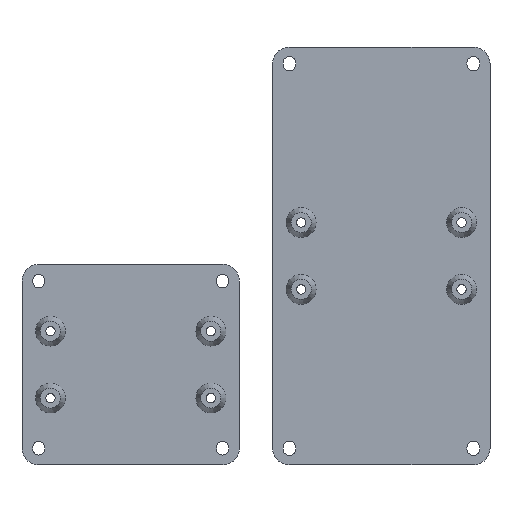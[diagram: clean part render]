
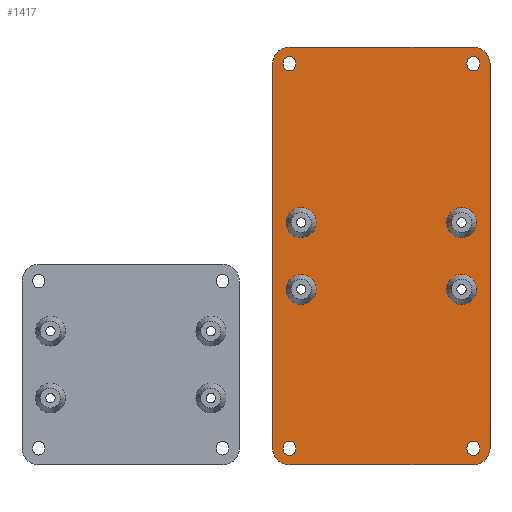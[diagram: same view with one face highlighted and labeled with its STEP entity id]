
A CAD part, top view. The second image highlights one B-rep face of the part: STEP entity #1417.
In plain terms, the highlighted planar face has unit normal (0, 0, 1).
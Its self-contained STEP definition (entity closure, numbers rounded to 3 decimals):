
#83=FACE_BOUND('',#310,.T.);
#84=FACE_BOUND('',#311,.T.);
#85=FACE_BOUND('',#312,.T.);
#86=FACE_BOUND('',#313,.T.);
#87=FACE_BOUND('',#314,.T.);
#88=FACE_BOUND('',#315,.T.);
#89=FACE_BOUND('',#316,.T.);
#90=FACE_BOUND('',#317,.T.);
#133=PLANE('',#1601);
#209=FACE_OUTER_BOUND('',#309,.T.);
#309=EDGE_LOOP('',(#1279,#1280,#1281,#1282,#1283,#1284,#1285,#1286));
#310=EDGE_LOOP('',(#1287));
#311=EDGE_LOOP('',(#1288));
#312=EDGE_LOOP('',(#1289));
#313=EDGE_LOOP('',(#1290));
#314=EDGE_LOOP('',(#1291,#1292,#1293,#1294));
#315=EDGE_LOOP('',(#1295,#1296,#1297,#1298));
#316=EDGE_LOOP('',(#1299,#1300,#1301,#1302));
#317=EDGE_LOOP('',(#1303,#1304,#1305,#1306));
#393=LINE('',#2299,#505);
#397=LINE('',#2311,#509);
#401=LINE('',#2323,#513);
#405=LINE('',#2335,#517);
#409=LINE('',#2347,#521);
#413=LINE('',#2359,#525);
#417=LINE('',#2371,#529);
#421=LINE('',#2383,#533);
#425=LINE('',#2395,#537);
#429=LINE('',#2407,#541);
#433=LINE('',#2419,#545);
#437=LINE('',#2431,#549);
#505=VECTOR('',#1891,10.);
#509=VECTOR('',#1903,10.);
#513=VECTOR('',#1915,10.);
#517=VECTOR('',#1927,10.);
#521=VECTOR('',#1939,10.);
#525=VECTOR('',#1951,10.);
#529=VECTOR('',#1963,10.);
#533=VECTOR('',#1975,10.);
#537=VECTOR('',#1987,10.);
#541=VECTOR('',#1999,10.);
#545=VECTOR('',#2011,10.);
#549=VECTOR('',#2023,10.);
#592=CIRCLE('',#1527,4.456);
#595=CIRCLE('',#1532,4.456);
#598=CIRCLE('',#1537,4.456);
#601=CIRCLE('',#1542,4.456);
#608=CIRCLE('',#1556,1.9);
#610=CIRCLE('',#1560,1.9);
#612=CIRCLE('',#1564,1.9);
#614=CIRCLE('',#1568,1.9);
#616=CIRCLE('',#1572,1.9);
#618=CIRCLE('',#1576,1.9);
#620=CIRCLE('',#1580,1.9);
#622=CIRCLE('',#1584,1.9);
#624=CIRCLE('',#1588,5.);
#626=CIRCLE('',#1592,5.);
#628=CIRCLE('',#1596,5.);
#630=CIRCLE('',#1600,5.);
#696=VERTEX_POINT('',#2243);
#699=VERTEX_POINT('',#2252);
#702=VERTEX_POINT('',#2261);
#705=VERTEX_POINT('',#2270);
#713=VERTEX_POINT('',#2296);
#714=VERTEX_POINT('',#2298);
#716=VERTEX_POINT('',#2304);
#718=VERTEX_POINT('',#2310);
#721=VERTEX_POINT('',#2320);
#722=VERTEX_POINT('',#2322);
#724=VERTEX_POINT('',#2328);
#726=VERTEX_POINT('',#2334);
#729=VERTEX_POINT('',#2344);
#730=VERTEX_POINT('',#2346);
#732=VERTEX_POINT('',#2352);
#734=VERTEX_POINT('',#2358);
#737=VERTEX_POINT('',#2368);
#738=VERTEX_POINT('',#2370);
#740=VERTEX_POINT('',#2376);
#742=VERTEX_POINT('',#2382);
#745=VERTEX_POINT('',#2392);
#746=VERTEX_POINT('',#2394);
#748=VERTEX_POINT('',#2400);
#750=VERTEX_POINT('',#2406);
#752=VERTEX_POINT('',#2412);
#754=VERTEX_POINT('',#2418);
#756=VERTEX_POINT('',#2424);
#758=VERTEX_POINT('',#2430);
#857=EDGE_CURVE('',#696,#696,#592,.T.);
#861=EDGE_CURVE('',#699,#699,#595,.T.);
#865=EDGE_CURVE('',#702,#702,#598,.T.);
#869=EDGE_CURVE('',#705,#705,#601,.T.);
#881=EDGE_CURVE('',#714,#713,#393,.T.);
#884=EDGE_CURVE('',#716,#714,#608,.T.);
#887=EDGE_CURVE('',#718,#716,#397,.T.);
#890=EDGE_CURVE('',#713,#718,#610,.T.);
#893=EDGE_CURVE('',#722,#721,#401,.T.);
#896=EDGE_CURVE('',#724,#722,#612,.T.);
#899=EDGE_CURVE('',#726,#724,#405,.T.);
#902=EDGE_CURVE('',#721,#726,#614,.T.);
#905=EDGE_CURVE('',#730,#729,#409,.T.);
#908=EDGE_CURVE('',#732,#730,#616,.T.);
#911=EDGE_CURVE('',#734,#732,#413,.T.);
#914=EDGE_CURVE('',#729,#734,#618,.T.);
#917=EDGE_CURVE('',#738,#737,#417,.T.);
#920=EDGE_CURVE('',#740,#738,#620,.T.);
#923=EDGE_CURVE('',#742,#740,#421,.T.);
#926=EDGE_CURVE('',#737,#742,#622,.T.);
#929=EDGE_CURVE('',#746,#745,#425,.T.);
#932=EDGE_CURVE('',#748,#746,#624,.T.);
#935=EDGE_CURVE('',#750,#748,#429,.T.);
#938=EDGE_CURVE('',#752,#750,#626,.T.);
#941=EDGE_CURVE('',#754,#752,#433,.T.);
#944=EDGE_CURVE('',#756,#754,#628,.T.);
#947=EDGE_CURVE('',#758,#756,#437,.T.);
#950=EDGE_CURVE('',#745,#758,#630,.T.);
#1279=ORIENTED_EDGE('',*,*,#950,.T.);
#1280=ORIENTED_EDGE('',*,*,#947,.T.);
#1281=ORIENTED_EDGE('',*,*,#944,.T.);
#1282=ORIENTED_EDGE('',*,*,#941,.T.);
#1283=ORIENTED_EDGE('',*,*,#938,.T.);
#1284=ORIENTED_EDGE('',*,*,#935,.T.);
#1285=ORIENTED_EDGE('',*,*,#932,.T.);
#1286=ORIENTED_EDGE('',*,*,#929,.T.);
#1287=ORIENTED_EDGE('',*,*,#857,.T.);
#1288=ORIENTED_EDGE('',*,*,#861,.T.);
#1289=ORIENTED_EDGE('',*,*,#865,.T.);
#1290=ORIENTED_EDGE('',*,*,#869,.T.);
#1291=ORIENTED_EDGE('',*,*,#926,.T.);
#1292=ORIENTED_EDGE('',*,*,#923,.T.);
#1293=ORIENTED_EDGE('',*,*,#920,.T.);
#1294=ORIENTED_EDGE('',*,*,#917,.T.);
#1295=ORIENTED_EDGE('',*,*,#914,.T.);
#1296=ORIENTED_EDGE('',*,*,#911,.T.);
#1297=ORIENTED_EDGE('',*,*,#908,.T.);
#1298=ORIENTED_EDGE('',*,*,#905,.T.);
#1299=ORIENTED_EDGE('',*,*,#902,.T.);
#1300=ORIENTED_EDGE('',*,*,#899,.T.);
#1301=ORIENTED_EDGE('',*,*,#896,.T.);
#1302=ORIENTED_EDGE('',*,*,#893,.T.);
#1303=ORIENTED_EDGE('',*,*,#890,.T.);
#1304=ORIENTED_EDGE('',*,*,#887,.T.);
#1305=ORIENTED_EDGE('',*,*,#884,.T.);
#1306=ORIENTED_EDGE('',*,*,#881,.T.);
#1417=ADVANCED_FACE('',(#209,#83,#84,#85,#86,#87,#88,#89,#90),#133,.T.);
#1527=AXIS2_PLACEMENT_3D('',#2245,#1828,#1829);
#1532=AXIS2_PLACEMENT_3D('',#2254,#1839,#1840);
#1537=AXIS2_PLACEMENT_3D('',#2263,#1850,#1851);
#1542=AXIS2_PLACEMENT_3D('',#2272,#1861,#1862);
#1556=AXIS2_PLACEMENT_3D('',#2305,#1897,#1898);
#1560=AXIS2_PLACEMENT_3D('',#2315,#1909,#1910);
#1564=AXIS2_PLACEMENT_3D('',#2329,#1921,#1922);
#1568=AXIS2_PLACEMENT_3D('',#2339,#1933,#1934);
#1572=AXIS2_PLACEMENT_3D('',#2353,#1945,#1946);
#1576=AXIS2_PLACEMENT_3D('',#2363,#1957,#1958);
#1580=AXIS2_PLACEMENT_3D('',#2377,#1969,#1970);
#1584=AXIS2_PLACEMENT_3D('',#2387,#1981,#1982);
#1588=AXIS2_PLACEMENT_3D('',#2401,#1993,#1994);
#1592=AXIS2_PLACEMENT_3D('',#2413,#2005,#2006);
#1596=AXIS2_PLACEMENT_3D('',#2425,#2017,#2018);
#1600=AXIS2_PLACEMENT_3D('',#2435,#2029,#2030);
#1601=AXIS2_PLACEMENT_3D('',#2436,#2031,#2032);
#1828=DIRECTION('center_axis',(0.,0.,-1.));
#1829=DIRECTION('ref_axis',(1.,0.,0.));
#1839=DIRECTION('center_axis',(0.,0.,-1.));
#1840=DIRECTION('ref_axis',(1.,0.,0.));
#1850=DIRECTION('center_axis',(0.,0.,-1.));
#1851=DIRECTION('ref_axis',(1.,0.,0.));
#1861=DIRECTION('center_axis',(0.,0.,-1.));
#1862=DIRECTION('ref_axis',(1.,0.,0.));
#1891=DIRECTION('',(0.,-1.,0.));
#1897=DIRECTION('center_axis',(0.,0.,-1.));
#1898=DIRECTION('ref_axis',(1.,0.,0.));
#1903=DIRECTION('',(0.,1.,0.));
#1909=DIRECTION('center_axis',(0.,0.,-1.));
#1910=DIRECTION('ref_axis',(-1.,0.,0.));
#1915=DIRECTION('',(0.,-1.,0.));
#1921=DIRECTION('center_axis',(0.,0.,-1.));
#1922=DIRECTION('ref_axis',(1.,0.,0.));
#1927=DIRECTION('',(0.,1.,0.));
#1933=DIRECTION('center_axis',(0.,0.,-1.));
#1934=DIRECTION('ref_axis',(-1.,0.,0.));
#1939=DIRECTION('',(0.,1.,0.));
#1945=DIRECTION('center_axis',(0.,0.,-1.));
#1946=DIRECTION('ref_axis',(-1.,0.,0.));
#1951=DIRECTION('',(0.,-1.,0.));
#1957=DIRECTION('center_axis',(0.,0.,-1.));
#1958=DIRECTION('ref_axis',(1.,0.,0.));
#1963=DIRECTION('',(0.,1.,0.));
#1969=DIRECTION('center_axis',(0.,0.,-1.));
#1970=DIRECTION('ref_axis',(-1.,0.,0.));
#1975=DIRECTION('',(0.,-1.,0.));
#1981=DIRECTION('center_axis',(0.,0.,-1.));
#1982=DIRECTION('ref_axis',(1.,0.,0.));
#1987=DIRECTION('',(0.,-1.,0.));
#1993=DIRECTION('center_axis',(0.,0.,1.));
#1994=DIRECTION('ref_axis',(0.,1.,0.));
#1999=DIRECTION('',(-1.,0.,0.));
#2005=DIRECTION('center_axis',(0.,0.,1.));
#2006=DIRECTION('ref_axis',(1.,0.,0.));
#2011=DIRECTION('',(0.,1.,0.));
#2017=DIRECTION('center_axis',(0.,0.,1.));
#2018=DIRECTION('ref_axis',(0.,-1.,0.));
#2023=DIRECTION('',(1.,0.,0.));
#2029=DIRECTION('center_axis',(0.,0.,1.));
#2030=DIRECTION('ref_axis',(-1.,0.,0.));
#2031=DIRECTION('center_axis',(0.,0.,1.));
#2032=DIRECTION('ref_axis',(1.,0.,0.));
#2243=CARTESIAN_POINT('',(57.044,87.5,3.));
#2245=CARTESIAN_POINT('Origin',(61.5,87.5,3.));
#2252=CARTESIAN_POINT('',(9.044,87.5,3.));
#2254=CARTESIAN_POINT('Origin',(13.5,87.5,3.));
#2261=CARTESIAN_POINT('',(57.044,67.5,3.));
#2263=CARTESIAN_POINT('Origin',(61.5,67.5,3.));
#2270=CARTESIAN_POINT('',(9.044,67.5,3.));
#2272=CARTESIAN_POINT('Origin',(13.5,67.5,3.));
#2296=CARTESIAN_POINT('',(66.9,134.75,3.));
#2298=CARTESIAN_POINT('',(66.9,135.25,3.));
#2299=CARTESIAN_POINT('',(66.9,135.25,3.));
#2304=CARTESIAN_POINT('',(63.1,135.25,3.));
#2305=CARTESIAN_POINT('Origin',(65.,135.25,3.));
#2310=CARTESIAN_POINT('',(63.1,134.75,3.));
#2311=CARTESIAN_POINT('',(63.1,134.75,3.));
#2315=CARTESIAN_POINT('Origin',(65.,134.75,3.));
#2320=CARTESIAN_POINT('',(11.9,19.75,3.));
#2322=CARTESIAN_POINT('',(11.9,20.25,3.));
#2323=CARTESIAN_POINT('',(11.9,20.25,3.));
#2328=CARTESIAN_POINT('',(8.1,20.25,3.));
#2329=CARTESIAN_POINT('Origin',(10.,20.25,3.));
#2334=CARTESIAN_POINT('',(8.1,19.75,3.));
#2335=CARTESIAN_POINT('',(8.1,19.75,3.));
#2339=CARTESIAN_POINT('Origin',(10.,19.75,3.));
#2344=CARTESIAN_POINT('',(8.1,135.25,3.));
#2346=CARTESIAN_POINT('',(8.1,134.75,3.));
#2347=CARTESIAN_POINT('',(8.1,135.25,3.));
#2352=CARTESIAN_POINT('',(11.9,134.75,3.));
#2353=CARTESIAN_POINT('Origin',(10.,134.75,3.));
#2358=CARTESIAN_POINT('',(11.9,135.25,3.));
#2359=CARTESIAN_POINT('',(11.9,134.75,3.));
#2363=CARTESIAN_POINT('Origin',(10.,135.25,3.));
#2368=CARTESIAN_POINT('',(63.1,20.25,3.));
#2370=CARTESIAN_POINT('',(63.1,19.75,3.));
#2371=CARTESIAN_POINT('',(63.1,20.25,3.));
#2376=CARTESIAN_POINT('',(66.9,19.75,3.));
#2377=CARTESIAN_POINT('Origin',(65.,19.75,3.));
#2382=CARTESIAN_POINT('',(66.9,20.25,3.));
#2383=CARTESIAN_POINT('',(66.9,19.75,3.));
#2387=CARTESIAN_POINT('Origin',(65.,20.25,3.));
#2392=CARTESIAN_POINT('',(5.,20.,3.));
#2394=CARTESIAN_POINT('',(5.,135.,3.));
#2395=CARTESIAN_POINT('',(5.,20.,3.));
#2400=CARTESIAN_POINT('',(10.,140.,3.));
#2401=CARTESIAN_POINT('Origin',(10.,135.,3.));
#2406=CARTESIAN_POINT('',(65.,140.,3.));
#2407=CARTESIAN_POINT('',(10.,140.,3.));
#2412=CARTESIAN_POINT('',(70.,135.,3.));
#2413=CARTESIAN_POINT('Origin',(65.,135.,3.));
#2418=CARTESIAN_POINT('',(70.,20.,3.));
#2419=CARTESIAN_POINT('',(70.,135.,3.));
#2424=CARTESIAN_POINT('',(65.,15.,3.));
#2425=CARTESIAN_POINT('Origin',(65.,20.,3.));
#2430=CARTESIAN_POINT('',(10.,15.,3.));
#2431=CARTESIAN_POINT('',(65.,15.,3.));
#2435=CARTESIAN_POINT('Origin',(10.,20.,3.));
#2436=CARTESIAN_POINT('Origin',(37.5,77.5,3.));
